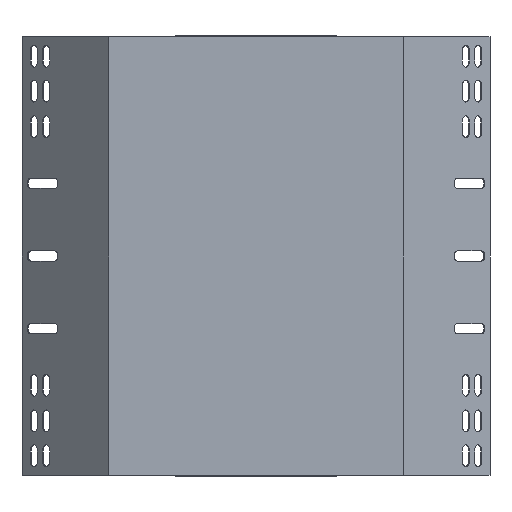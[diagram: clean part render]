
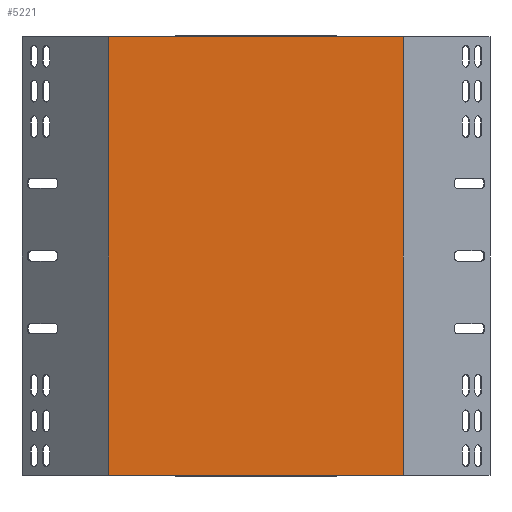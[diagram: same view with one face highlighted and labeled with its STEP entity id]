
A CAD part, front view. The second image highlights one B-rep face of the part: STEP entity #5221.
In plain terms, the highlighted planar face has unit normal (0, -1, 0).
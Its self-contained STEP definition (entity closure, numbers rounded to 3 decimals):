
#981 = DIRECTION ( 'NONE',  ( 1., 0., 0. ) ) ;
#1010 = CARTESIAN_POINT ( 'NONE',  ( -124.253, -23.927, -175.8 ) ) ;
#1922 = EDGE_LOOP ( 'NONE', ( #6574, #6628, #6699, #6775 ) ) ;
#2459 = CARTESIAN_POINT ( 'NONE',  ( -123.349, -23.927, 125.8 ) ) ;
#2771 = VERTEX_POINT ( 'NONE', #2459 ) ;
#3625 = VECTOR ( 'NONE', #4839, 1000. ) ;
#3631 = LINE ( 'NONE', #4866, #3625 ) ;
#3834 = DIRECTION ( 'NONE',  ( 0., 0., 1. ) ) ;
#3855 = CARTESIAN_POINT ( 'NONE',  ( -123.349, -23.927, -175.612 ) ) ;
#4368 = VECTOR ( 'NONE', #7260, 1000. ) ;
#4432 = CARTESIAN_POINT ( 'NONE',  ( 79.113, -23.927, -175.8 ) ) ;
#4447 = LINE ( 'NONE', #7318, #4368 ) ;
#4839 = DIRECTION ( 'NONE',  ( 0., 0., 1. ) ) ;
#4866 = CARTESIAN_POINT ( 'NONE',  ( 79.113, -23.927, -175.612 ) ) ;
#4968 = DIRECTION ( 'NONE',  ( 0., 0., 1. ) ) ;
#4981 = DIRECTION ( 'NONE',  ( 0., 1., 0. ) ) ;
#5002 = PLANE ( 'NONE',  #7588 ) ;
#5124 = CARTESIAN_POINT ( 'NONE',  ( 79.113, -23.927, 125.8 ) ) ;
#5154 = CARTESIAN_POINT ( 'NONE',  ( -123.018, -23.927, 125. ) ) ;
#5221 = ADVANCED_FACE ( 'NONE', ( #7901 ), #5002, .F. ) ;
#5482 = EDGE_CURVE ( 'NONE', #7426, #2771, #7521, .T. ) ;
#6149 = EDGE_CURVE ( 'NONE', #7426, #7716, #6617, .T. ) ;
#6208 = CARTESIAN_POINT ( 'NONE',  ( -123.349, -23.927, -175.8 ) ) ;
#6574 = ORIENTED_EDGE ( 'NONE', *, *, #6149, .T. ) ;
#6592 = VECTOR ( 'NONE', #981, 1000. ) ;
#6617 = LINE ( 'NONE', #1010, #6592 ) ;
#6628 = ORIENTED_EDGE ( 'NONE', *, *, #7638, .T. ) ;
#6699 = ORIENTED_EDGE ( 'NONE', *, *, #7264, .F. ) ;
#6775 = ORIENTED_EDGE ( 'NONE', *, *, #5482, .F. ) ;
#7260 = DIRECTION ( 'NONE',  ( 1., 0., 0. ) ) ;
#7264 = EDGE_CURVE ( 'NONE', #2771, #7593, #4447, .T. ) ;
#7318 = CARTESIAN_POINT ( 'NONE',  ( -124.253, -23.927, 125.8 ) ) ;
#7426 = VERTEX_POINT ( 'NONE', #6208 ) ;
#7521 = LINE ( 'NONE', #3855, #7556 ) ;
#7556 = VECTOR ( 'NONE', #3834, 1000. ) ;
#7588 = AXIS2_PLACEMENT_3D ( 'NONE', #5154, #4981, #4968 ) ;
#7593 = VERTEX_POINT ( 'NONE', #5124 ) ;
#7638 = EDGE_CURVE ( 'NONE', #7716, #7593, #3631, .T. ) ;
#7716 = VERTEX_POINT ( 'NONE', #4432 ) ;
#7901 = FACE_OUTER_BOUND ( 'NONE', #1922, .T. ) ;
